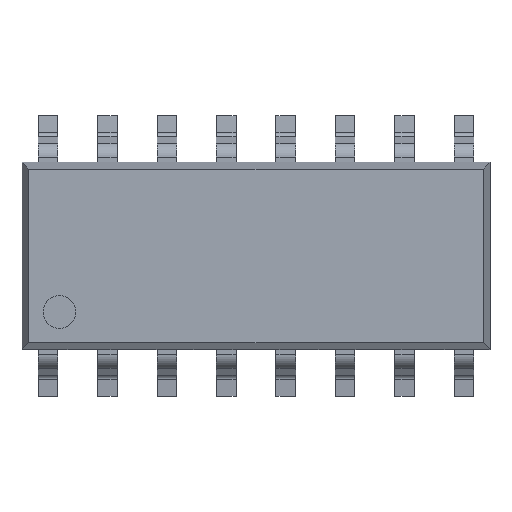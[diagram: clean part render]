
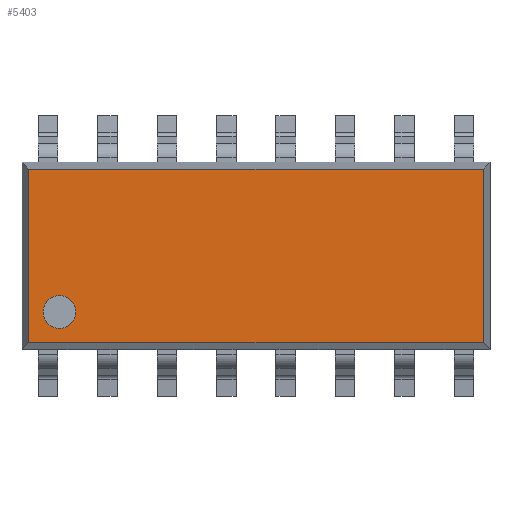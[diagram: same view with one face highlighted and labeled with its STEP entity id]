
A CAD part, top view. The second image highlights one B-rep face of the part: STEP entity #5403.
In plain terms, the highlighted planar face has unit normal (0, 0, 1).
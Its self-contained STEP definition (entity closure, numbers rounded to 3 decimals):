
#4 = CARTESIAN_POINT ( 'NONE',  ( -4.2, -1.2, 1.75 ) ) ;
#39 = DIRECTION ( 'NONE',  ( 1., 0., 0. ) ) ;
#163 = EDGE_CURVE ( 'NONE', #4293, #4761, #5295, .T. ) ;
#254 = PLANE ( 'NONE',  #5989 ) ;
#415 = VERTEX_POINT ( 'NONE', #4981 ) ;
#422 = DIRECTION ( 'NONE',  ( 0., 0., 1. ) ) ;
#789 = VERTEX_POINT ( 'NONE', #3643 ) ;
#902 = CIRCLE ( 'NONE', #2657, 0.35 ) ;
#1202 = DIRECTION ( 'NONE',  ( 0., 0., 1. ) ) ;
#1317 = VECTOR ( 'NONE', #39, 1000. ) ;
#1429 = CARTESIAN_POINT ( 'NONE',  ( 5., 1.851, 1.75 ) ) ;
#2028 = EDGE_CURVE ( 'NONE', #6795, #789, #2585, .T. ) ;
#2110 = CARTESIAN_POINT ( 'NONE',  ( -4.851, -1.851, 1.75 ) ) ;
#2149 = CARTESIAN_POINT ( 'NONE',  ( -4.2, -1.2, 1.75 ) ) ;
#2227 = ORIENTED_EDGE ( 'NONE', *, *, #6164, .T. ) ;
#2294 = VECTOR ( 'NONE', #5703, 1000. ) ;
#2443 = EDGE_LOOP ( 'NONE', ( #4270, #3237 ) ) ;
#2585 = CIRCLE ( 'NONE', #6701, 0.35 ) ;
#2657 = AXIS2_PLACEMENT_3D ( 'NONE', #2149, #422, #7662 ) ;
#2679 = DIRECTION ( 'NONE',  ( -1., 0., 0. ) ) ;
#2747 = EDGE_CURVE ( 'NONE', #3744, #415, #2953, .T. ) ;
#2803 = ORIENTED_EDGE ( 'NONE', *, *, #163, .T. ) ;
#2953 = LINE ( 'NONE', #4464, #1317 ) ;
#3105 = LINE ( 'NONE', #5511, #4733 ) ;
#3237 = ORIENTED_EDGE ( 'NONE', *, *, #2028, .F. ) ;
#3347 = EDGE_CURVE ( 'NONE', #415, #4293, #3943, .T. ) ;
#3408 = FACE_OUTER_BOUND ( 'NONE', #5434, .T. ) ;
#3481 = VECTOR ( 'NONE', #5154, 1000. ) ;
#3643 = CARTESIAN_POINT ( 'NONE',  ( -3.85, -1.2, 1.75 ) ) ;
#3744 = VERTEX_POINT ( 'NONE', #2110 ) ;
#3943 = LINE ( 'NONE', #6315, #2294 ) ;
#4270 = ORIENTED_EDGE ( 'NONE', *, *, #5945, .F. ) ;
#4293 = VERTEX_POINT ( 'NONE', #7118 ) ;
#4402 = DIRECTION ( 'NONE',  ( 0., 0., -1. ) ) ;
#4464 = CARTESIAN_POINT ( 'NONE',  ( 5., -1.851, 1.75 ) ) ;
#4733 = VECTOR ( 'NONE', #6123, 1000. ) ;
#4761 = VERTEX_POINT ( 'NONE', #6524 ) ;
#4888 = CARTESIAN_POINT ( 'NONE',  ( -4.55, -1.2, 1.75 ) ) ;
#4981 = CARTESIAN_POINT ( 'NONE',  ( 4.851, -1.851, 1.75 ) ) ;
#5154 = DIRECTION ( 'NONE',  ( -1., 0., 0. ) ) ;
#5295 = LINE ( 'NONE', #1429, #3481 ) ;
#5402 = ORIENTED_EDGE ( 'NONE', *, *, #3347, .T. ) ;
#5403 = ADVANCED_FACE ( 'NONE', ( #6449, #3408 ), #254, .F. ) ;
#5434 = EDGE_LOOP ( 'NONE', ( #5402, #2803, #2227, #5996 ) ) ;
#5483 = DIRECTION ( 'NONE',  ( 1., 0., 0. ) ) ;
#5511 = CARTESIAN_POINT ( 'NONE',  ( -4.851, 2., 1.75 ) ) ;
#5703 = DIRECTION ( 'NONE',  ( 0., 1., 0. ) ) ;
#5945 = EDGE_CURVE ( 'NONE', #789, #6795, #902, .T. ) ;
#5989 = AXIS2_PLACEMENT_3D ( 'NONE', #6835, #4402, #2679 ) ;
#5996 = ORIENTED_EDGE ( 'NONE', *, *, #2747, .T. ) ;
#6123 = DIRECTION ( 'NONE',  ( 0., -1., 0. ) ) ;
#6164 = EDGE_CURVE ( 'NONE', #4761, #3744, #3105, .T. ) ;
#6315 = CARTESIAN_POINT ( 'NONE',  ( 4.851, 2., 1.75 ) ) ;
#6449 = FACE_BOUND ( 'NONE', #2443, .T. ) ;
#6524 = CARTESIAN_POINT ( 'NONE',  ( -4.851, 1.851, 1.75 ) ) ;
#6701 = AXIS2_PLACEMENT_3D ( 'NONE', #4, #1202, #5483 ) ;
#6795 = VERTEX_POINT ( 'NONE', #4888 ) ;
#6835 = CARTESIAN_POINT ( 'NONE',  ( 5., 2., 1.75 ) ) ;
#7118 = CARTESIAN_POINT ( 'NONE',  ( 4.851, 1.851, 1.75 ) ) ;
#7662 = DIRECTION ( 'NONE',  ( 1., 0., 0. ) ) ;
